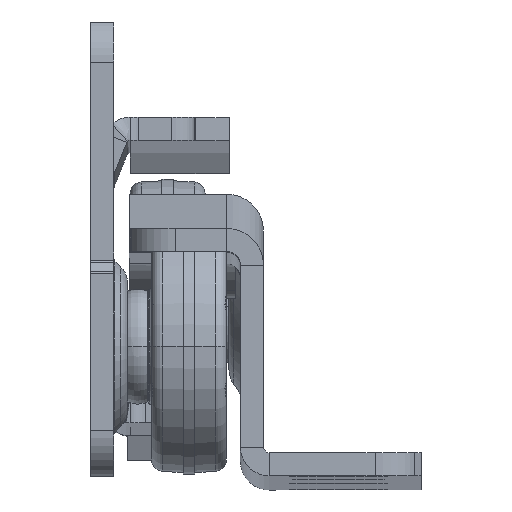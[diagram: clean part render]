
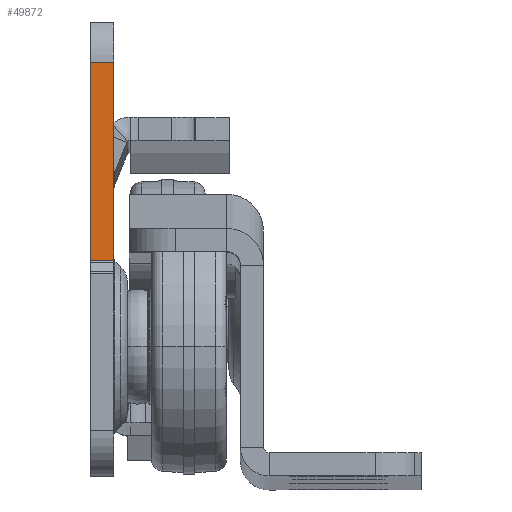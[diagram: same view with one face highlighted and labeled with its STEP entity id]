
A CAD part, top view. The second image highlights one B-rep face of the part: STEP entity #49872.
In plain terms, the highlighted planar face has unit normal (0, 0, 1).
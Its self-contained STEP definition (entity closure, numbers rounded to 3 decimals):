
#1455 = CARTESIAN_POINT ( 'NONE',  ( -2., 17.75, -1. ) ) ;
#2613 = LINE ( 'NONE', #14826, #48457 ) ;
#3197 = ORIENTED_EDGE ( 'NONE', *, *, #21230, .T. ) ;
#3792 = VERTEX_POINT ( 'NONE', #23216 ) ;
#5462 = FACE_OUTER_BOUND ( 'NONE', #14829, .T. ) ;
#6656 = EDGE_CURVE ( 'NONE', #16500, #18287, #40276, .T. ) ;
#8879 = DIRECTION ( 'NONE',  ( 0., -1., 0. ) ) ;
#9977 = CARTESIAN_POINT ( 'NONE',  ( -111.859, 17.75, -1. ) ) ;
#11982 = VECTOR ( 'NONE', #51799, 1000. ) ;
#13698 = PLANE ( 'NONE',  #39771 ) ;
#14826 = CARTESIAN_POINT ( 'NONE',  ( -111.859, 0.554, -1. ) ) ;
#14829 = EDGE_LOOP ( 'NONE', ( #3197, #47867, #29209, #48741 ) ) ;
#15964 = CARTESIAN_POINT ( 'NONE',  ( -2., 17.75, -1. ) ) ;
#16500 = VERTEX_POINT ( 'NONE', #1455 ) ;
#17603 = LINE ( 'NONE', #20808, #30326 ) ;
#18287 = VERTEX_POINT ( 'NONE', #51079 ) ;
#18453 = EDGE_CURVE ( 'NONE', #18287, #3792, #17603, .T. ) ;
#18723 = EDGE_CURVE ( 'NONE', #44039, #16500, #52305, .T. ) ;
#20808 = CARTESIAN_POINT ( 'NONE',  ( 0., 17.75, -1. ) ) ;
#21230 = EDGE_CURVE ( 'NONE', #44039, #3792, #2613, .T. ) ;
#23216 = CARTESIAN_POINT ( 'NONE',  ( 0., 0.554, -1. ) ) ;
#24402 = CARTESIAN_POINT ( 'NONE',  ( -111.859, 17.75, -1. ) ) ;
#27062 = DIRECTION ( 'NONE',  ( 1., 0., 0. ) ) ;
#29209 = ORIENTED_EDGE ( 'NONE', *, *, #6656, .F. ) ;
#29920 = DIRECTION ( 'NONE',  ( 0., 0., 1. ) ) ;
#30326 = VECTOR ( 'NONE', #8879, 1000. ) ;
#34730 = CARTESIAN_POINT ( 'NONE',  ( -2., 0.554, -1. ) ) ;
#36591 = DIRECTION ( 'NONE',  ( 1., 0., 0. ) ) ;
#39771 = AXIS2_PLACEMENT_3D ( 'NONE', #9977, #29920, #46035 ) ;
#40276 = LINE ( 'NONE', #24402, #49069 ) ;
#44039 = VERTEX_POINT ( 'NONE', #34730 ) ;
#46035 = DIRECTION ( 'NONE',  ( 0., -1., 0. ) ) ;
#47867 = ORIENTED_EDGE ( 'NONE', *, *, #18453, .F. ) ;
#48457 = VECTOR ( 'NONE', #27062, 1000. ) ;
#48741 = ORIENTED_EDGE ( 'NONE', *, *, #18723, .F. ) ;
#49069 = VECTOR ( 'NONE', #36591, 1000. ) ;
#49872 = ADVANCED_FACE ( 'NONE', ( #5462 ), #13698, .T. ) ;
#51079 = CARTESIAN_POINT ( 'NONE',  ( 0., 17.75, -1. ) ) ;
#51799 = DIRECTION ( 'NONE',  ( 0., 1., 0. ) ) ;
#52305 = LINE ( 'NONE', #15964, #11982 ) ;
